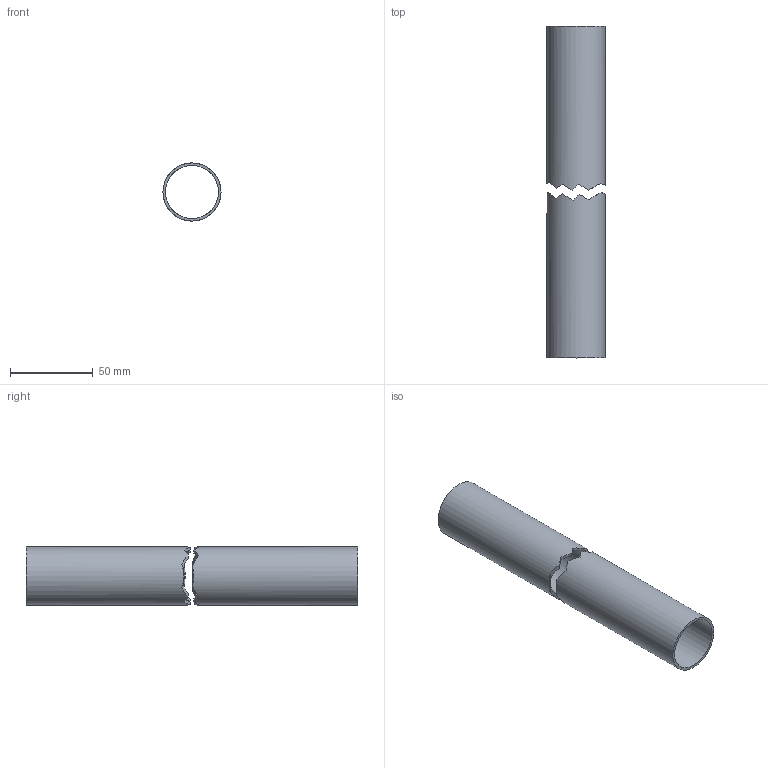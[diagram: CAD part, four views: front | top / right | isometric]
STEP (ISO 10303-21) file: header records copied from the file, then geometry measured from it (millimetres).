
FILE_DESCRIPTION(/* description */ (''),/* implementation_level */ '2;1');
FILE_NAME(/* name */ '49106.stp',/* time_stamp */ '2023-09-08T11:40:59+02:00',/* author */ ('JANAN'),/* organization */ (''),/* preprocessor_version */ 'ST-DEVELOPER v19.2',/* originating_system */ 'Autodesk Inventor 2023',/* authorisation */ '');
FILE_SCHEMA (('AUTOMOTIVE_DESIGN { 1 0 10303 214 3 1 1 }'));
Length unit declared in the file: millimetre
Products named in the file (1): tmp899A.tmp
Bounding box: 35 x 200 x 35 mm (x, y, z)
Volume: 30620.2 mm3; surface area: 41522.6 mm2
Topology: 2 solids, 2 shells, 32 faces, 90 edges, 60 vertices
Faces by surface type: plane 28, cylinder 4
Full cylindrical faces by diameter (mm): 32 x2, 35 x2
Entity records: 1156 total; most frequent: DIRECTION 216, CARTESIAN_POINT 183, ORIENTED_EDGE 180, AXIS2_PLACEMENT_3D 93, EDGE_CURVE 90, VERTEX_POINT 60, ELLIPSE 56, EDGE_LOOP 34
